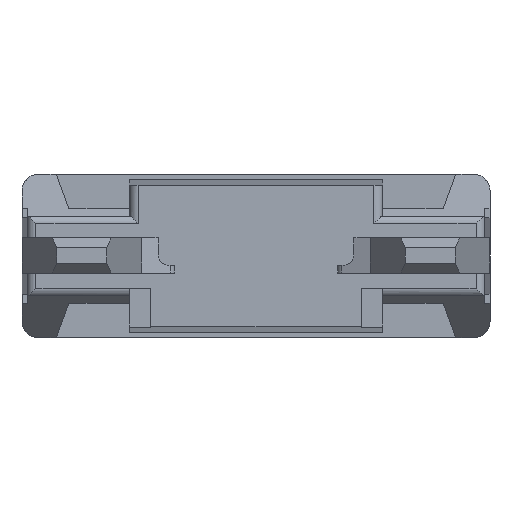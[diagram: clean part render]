
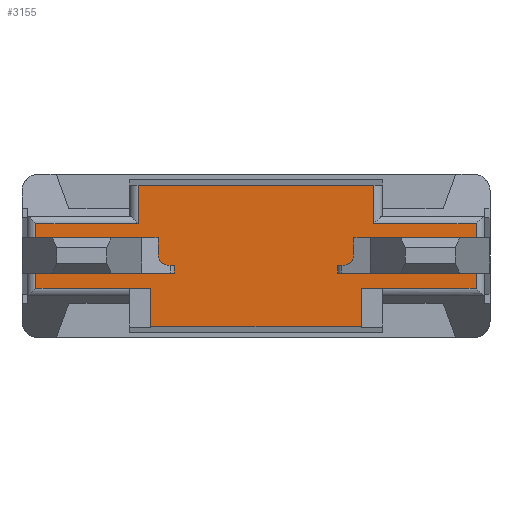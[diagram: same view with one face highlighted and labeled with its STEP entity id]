
A CAD part, front view. The second image highlights one B-rep face of the part: STEP entity #3155.
In plain terms, the highlighted planar face has unit normal (0, -1, 0).
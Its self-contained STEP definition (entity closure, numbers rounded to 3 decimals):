
#599=DIRECTION('',(0.,0.,1.));
#600=VECTOR('',#599,0.899);
#601=CARTESIAN_POINT('',(-2.75,0.,2.658));
#602=LINE('',#601,#600);
#620=DIRECTION('',(1.,0.,0.));
#621=VECTOR('',#620,5.5);
#622=CARTESIAN_POINT('',(-2.75,0.,3.557));
#623=LINE('',#622,#621);
#624=DIRECTION('',(0.,0.,-1.));
#625=VECTOR('',#624,0.003);
#626=CARTESIAN_POINT('',(2.953,0.,1.155));
#627=LINE('',#626,#625);
#628=DIRECTION('',(1.,0.,0.));
#629=VECTOR('',#628,0.502);
#630=CARTESIAN_POINT('',(2.451,0.,1.155));
#631=LINE('',#630,#629);
#632=DIRECTION('',(0.,0.,1.));
#633=VECTOR('',#632,0.902);
#634=CARTESIAN_POINT('',(-2.451,0.,0.253));
#635=LINE('',#634,#633);
#636=DIRECTION('',(1.,0.,0.));
#637=VECTOR('',#636,0.502);
#638=CARTESIAN_POINT('',(-2.953,0.,1.155));
#639=LINE('',#638,#637);
#640=DIRECTION('',(0.,0.,1.));
#641=VECTOR('',#640,0.003);
#642=CARTESIAN_POINT('',(-2.953,0.,1.152));
#643=LINE('',#642,#641);
#644=DIRECTION('',(-1.,0.,0.));
#645=VECTOR('',#644,2.171);
#646=CARTESIAN_POINT('',(4.838,0.,1.506));
#647=LINE('',#646,#645);
#648=DIRECTION('',(-1.,0.,0.));
#649=VECTOR('',#648,2.171);
#650=CARTESIAN_POINT('',(-2.667,0.,1.506));
#651=LINE('',#650,#649);
#677=DIRECTION('',(0.,0.,-1.));
#678=VECTOR('',#677,0.899);
#679=CARTESIAN_POINT('',(2.75,0.,3.557));
#680=LINE('',#679,#678);
#693=DIRECTION('',(1.,0.,0.));
#694=VECTOR('',#693,2.385);
#695=CARTESIAN_POINT('',(2.75,0.,2.658));
#696=LINE('',#695,#694);
#719=DIRECTION('',(0.,0.,-1.));
#720=VECTOR('',#719,1.506);
#721=CARTESIAN_POINT('',(5.135,0.,
2.658));
#722=LINE('',#721,#720);
#839=DIRECTION('',(0.,0.,1.));
#840=VECTOR('',#839,0.902);
#841=CARTESIAN_POINT('',(2.451,0.,0.253));
#842=LINE('',#841,#840);
#847=DIRECTION('',(1.,0.,0.));
#848=VECTOR('',#847,4.902);
#849=CARTESIAN_POINT('',(-2.451,0.,0.253));
#850=LINE('',#849,#848);
#982=DIRECTION('',(0.,0.,1.));
#983=VECTOR('',#982,1.506);
#984=CARTESIAN_POINT('',(-5.135,0.,
1.152));
#985=LINE('',#984,#983);
#999=DIRECTION('',(1.,0.,0.));
#1000=VECTOR('',#999,2.385);
#1001=CARTESIAN_POINT('',(-5.135,0.,
2.658));
#1002=LINE('',#1001,#1000);
#1019=DIRECTION('',(-1.,0.,0.));
#1020=VECTOR('',#1019,2.182);
#1021=CARTESIAN_POINT('',(-2.953,0.,1.152));
#1022=LINE('',#1021,#1020);
#1122=DIRECTION('',(-1.,0.,0.));
#1123=VECTOR('',#1122,2.182);
#1124=CARTESIAN_POINT('',(5.135,0.,
1.152));
#1125=LINE('',#1124,#1123);
#1178=DIRECTION('',(0.,0.,-1.));
#1179=VECTOR('',#1178,0.825);
#1180=CARTESIAN_POINT('',(2.667,0.,2.331));
#1181=LINE('',#1180,#1179);
#1223=DIRECTION('',(-1.,0.,0.));
#1224=VECTOR('',#1223,2.171);
#1225=CARTESIAN_POINT('',(4.838,0.,2.331));
#1226=LINE('',#1225,#1224);
#1275=DIRECTION('',(0.,0.,1.));
#1276=VECTOR('',#1275,0.825);
#1277=CARTESIAN_POINT('',(4.838,0.,1.506));
#1278=LINE('',#1277,#1276);
#1414=DIRECTION('',(-1.,0.,0.));
#1415=VECTOR('',#1414,2.171);
#1416=CARTESIAN_POINT('',(-2.667,0.,2.331));
#1417=LINE('',#1416,#1415);
#1598=DIRECTION('',(0.,0.,1.));
#1599=VECTOR('',#1598,0.825);
#1600=CARTESIAN_POINT('',(-2.667,0.,1.506));
#1601=LINE('',#1600,#1599);
#1614=DIRECTION('',(0.,0.,-1.));
#1615=VECTOR('',#1614,0.825);
#1616=CARTESIAN_POINT('',(-4.838,0.,2.331));
#1617=LINE('',#1616,#1615);
#1678=CARTESIAN_POINT('',(2.451,0.,1.155));
#1679=CARTESIAN_POINT('',(2.953,0.,1.155));
#1680=VERTEX_POINT('',#1678);
#1681=VERTEX_POINT('',#1679);
#1686=CARTESIAN_POINT('',(-2.451,0.,1.155));
#1687=VERTEX_POINT('',#1686);
#1688=CARTESIAN_POINT('',(-2.953,0.,1.155));
#1689=VERTEX_POINT('',#1688);
#1762=CARTESIAN_POINT('',(2.667,0.,2.331));
#1763=CARTESIAN_POINT('',(2.667,0.,1.506));
#1764=VERTEX_POINT('',#1762);
#1765=VERTEX_POINT('',#1763);
#1766=CARTESIAN_POINT('',(4.838,0.,2.331));
#1767=VERTEX_POINT('',#1766);
#1768=CARTESIAN_POINT('',(4.838,0.,1.506));
#1769=VERTEX_POINT('',#1768);
#1770=CARTESIAN_POINT('',(-2.667,0.,2.331));
#1771=CARTESIAN_POINT('',(-4.838,0.,2.331));
#1772=VERTEX_POINT('',#1770);
#1773=VERTEX_POINT('',#1771);
#1774=CARTESIAN_POINT('',(-2.667,0.,1.506));
#1775=VERTEX_POINT('',#1774);
#1776=CARTESIAN_POINT('',(-4.838,0.,1.506));
#1777=VERTEX_POINT('',#1776);
#1778=CARTESIAN_POINT('',(2.953,0.,1.152));
#1779=VERTEX_POINT('',#1778);
#1780=CARTESIAN_POINT('',(5.135,0.,
1.152));
#1781=VERTEX_POINT('',#1780);
#1782=CARTESIAN_POINT('',(5.135,0.,
2.658));
#1783=VERTEX_POINT('',#1782);
#1784=CARTESIAN_POINT('',(2.75,0.,2.658));
#1785=VERTEX_POINT('',#1784);
#1786=CARTESIAN_POINT('',(2.75,0.,3.557));
#1787=VERTEX_POINT('',#1786);
#1788=CARTESIAN_POINT('',(-2.75,0.,2.658));
#1789=CARTESIAN_POINT('',(-2.75,0.,3.557));
#1790=VERTEX_POINT('',#1788);
#1791=VERTEX_POINT('',#1789);
#1792=CARTESIAN_POINT('',(-5.135,0.,
2.658));
#1793=VERTEX_POINT('',#1792);
#1794=CARTESIAN_POINT('',(-5.135,0.,
1.152));
#1795=VERTEX_POINT('',#1794);
#1796=CARTESIAN_POINT('',(-2.953,0.,1.152));
#1797=VERTEX_POINT('',#1796);
#1991=CARTESIAN_POINT('',(-2.451,0.,0.253));
#1993=VERTEX_POINT('',#1991);
#1995=CARTESIAN_POINT('',(2.451,0.,0.253));
#1997=VERTEX_POINT('',#1995);
#3098=CARTESIAN_POINT('',(-5.461,0.,3.81));
#3099=DIRECTION('',(0.,-1.,0.));
#3100=DIRECTION('',(0.,0.,1.));
#3101=AXIS2_PLACEMENT_3D('',#3098,#3099,#3100);
#3102=PLANE('',#3101);
#3103=ORIENTED_EDGE('',*,*,#3087,.T.);
#3105=ORIENTED_EDGE('',*,*,#3104,.T.);
#3107=ORIENTED_EDGE('',*,*,#3106,.T.);
#3109=ORIENTED_EDGE('',*,*,#3108,.T.);
#3111=ORIENTED_EDGE('',*,*,#3110,.T.);
#3113=ORIENTED_EDGE('',*,*,#3112,.F.);
#3115=ORIENTED_EDGE('',*,*,#3114,.F.);
#3117=ORIENTED_EDGE('',*,*,#3116,.F.);
#3119=ORIENTED_EDGE('',*,*,#3118,.F.);
#3121=ORIENTED_EDGE('',*,*,#3120,.T.);
#3123=ORIENTED_EDGE('',*,*,#3122,.F.);
#3125=ORIENTED_EDGE('',*,*,#3124,.F.);
#3127=ORIENTED_EDGE('',*,*,#3126,.T.);
#3129=ORIENTED_EDGE('',*,*,#3128,.T.);
#3131=ORIENTED_EDGE('',*,*,#3130,.T.);
#3132=ORIENTED_EDGE('',*,*,#3074,.T.);
#3133=EDGE_LOOP('',(#3103,#3105,#3107,#3109,#3111,#3113,#3115,#3117,#3119,#3121,
#3123,#3125,#3127,#3129,#3131,#3132));
#3134=FACE_OUTER_BOUND('',#3133,.F.);
#3136=ORIENTED_EDGE('',*,*,#3135,.T.);
#3138=ORIENTED_EDGE('',*,*,#3137,.F.);
#3140=ORIENTED_EDGE('',*,*,#3139,.T.);
#3142=ORIENTED_EDGE('',*,*,#3141,.T.);
#3143=EDGE_LOOP('',(#3136,#3138,#3140,#3142));
#3144=FACE_BOUND('',#3143,.F.);
#3146=ORIENTED_EDGE('',*,*,#3145,.T.);
#3148=ORIENTED_EDGE('',*,*,#3147,.T.);
#3150=ORIENTED_EDGE('',*,*,#3149,.F.);
#3152=ORIENTED_EDGE('',*,*,#3151,.T.);
#3153=EDGE_LOOP('',(#3146,#3148,#3150,#3152));
#3154=FACE_BOUND('',#3153,.F.);
#3155=ADVANCED_FACE('',(#3134,#3144,#3154),#3102,.T.);
#3074=EDGE_CURVE('',#1790,#1791,#602,.T.);
#3087=EDGE_CURVE('',#1791,#1787,#623,.T.);
#3104=EDGE_CURVE('',#1787,#1785,#680,.T.);
#3106=EDGE_CURVE('',#1785,#1783,#696,.T.);
#3108=EDGE_CURVE('',#1783,#1781,#722,.T.);
#3110=EDGE_CURVE('',#1781,#1779,#1125,.T.);
#3112=EDGE_CURVE('',#1681,#1779,#627,.T.);
#3114=EDGE_CURVE('',#1680,#1681,#631,.T.);
#3116=EDGE_CURVE('',#1997,#1680,#842,.T.);
#3118=EDGE_CURVE('',#1993,#1997,#850,.T.);
#3120=EDGE_CURVE('',#1993,#1687,#635,.T.);
#3122=EDGE_CURVE('',#1689,#1687,#639,.T.);
#3124=EDGE_CURVE('',#1797,#1689,#643,.T.);
#3126=EDGE_CURVE('',#1797,#1795,#1022,.T.);
#3128=EDGE_CURVE('',#1795,#1793,#985,.T.);
#3130=EDGE_CURVE('',#1793,#1790,#1002,.T.);
#3135=EDGE_CURVE('',#1764,#1765,#1181,.T.);
#3137=EDGE_CURVE('',#1769,#1765,#647,.T.);
#3139=EDGE_CURVE('',#1769,#1767,#1278,.T.);
#3141=EDGE_CURVE('',#1767,#1764,#1226,.T.);
#3145=EDGE_CURVE('',#1772,#1773,#1417,.T.);
#3147=EDGE_CURVE('',#1773,#1777,#1617,.T.);
#3149=EDGE_CURVE('',#1775,#1777,#651,.T.);
#3151=EDGE_CURVE('',#1775,#1772,#1601,.T.);
